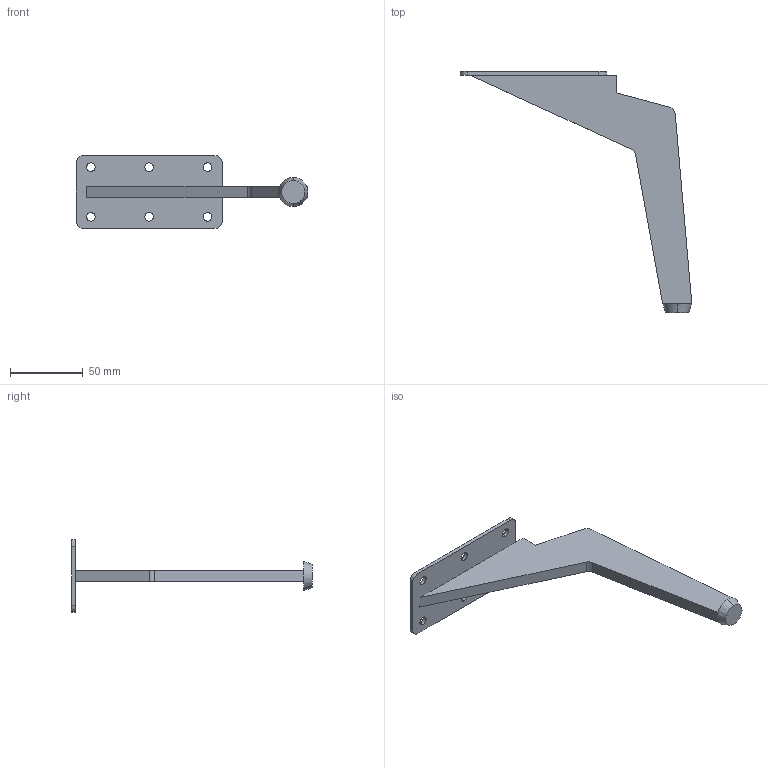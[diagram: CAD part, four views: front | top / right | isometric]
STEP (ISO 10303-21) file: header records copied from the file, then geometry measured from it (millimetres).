
FILE_DESCRIPTION (( 'STEP AP214' ), '1' );
FILE_NAME ('F002857_3D.step', '2022-10-10T15:16:29', ( '' ), ( '' ), 'SwSTEP 2.0', 'SolidWorks 2020', '' );
FILE_SCHEMA (( 'AUTOMOTIVE_DESIGN' ));
Length unit declared in the file: millimetre
Products named in the file (1): F002857_3D
Bounding box: 158.7 x 165.1 x 50 mm (x, y, z)
Volume: 64319.8 mm3; surface area: 26607.9 mm2
Topology: 1 solids, 1 shells, 41 faces, 109 edges, 70 vertices
Faces by surface type: plane 21, cylinder 18, cone 2
Entity records: 1343 total; most frequent: DIRECTION 239, CARTESIAN_POINT 221, ORIENTED_EDGE 218, EDGE_CURVE 109, AXIS2_PLACEMENT_3D 88, VERTEX_POINT 70, LINE 63, VECTOR 63
